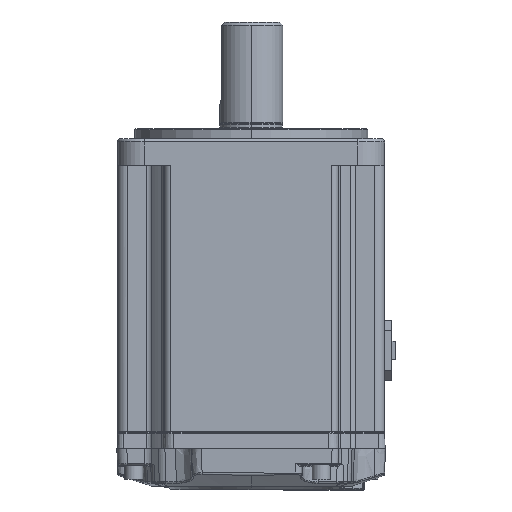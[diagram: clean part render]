
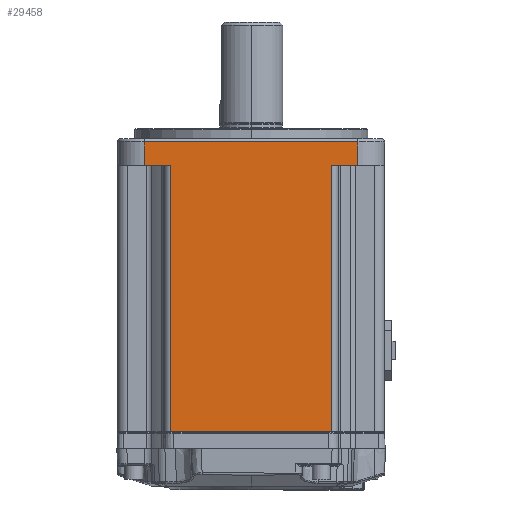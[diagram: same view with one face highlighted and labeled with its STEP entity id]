
A CAD part, top view. The second image highlights one B-rep face of the part: STEP entity #29458.
In plain terms, the highlighted planar face has unit normal (0, 0, 1).
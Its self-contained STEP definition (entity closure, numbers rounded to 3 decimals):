
#29387=CARTESIAN_POINT('',(-40.,0.,40.));
#29388=DIRECTION('',(0.,0.,1.));
#29389=DIRECTION('',(1.,0.,0.));
#29390=AXIS2_PLACEMENT_3D('',#29387,#29388,#29389);
#29391=PLANE('',#29390);
#29392=CARTESIAN_POINT('',(-32.,-1.,40.));
#29393=VERTEX_POINT('',#29392);
#29394=CARTESIAN_POINT('',(-32.,-8.,40.));
#29395=VERTEX_POINT('',#29394);
#29396=CARTESIAN_POINT('',(-32.,-1.,40.));
#29397=DIRECTION('',(0.,-1.,0.));
#29398=VECTOR('',#29397,7.);
#29399=LINE('',#29396,#29398);
#29400=EDGE_CURVE('',#29393,#29395,#29399,.T.);
#29401=ORIENTED_EDGE('',*,*,#29400,.T.);
#29402=CARTESIAN_POINT('',(-24.035,-8.,40.));
#29403=VERTEX_POINT('',#29402);
#29404=CARTESIAN_POINT('',(-32.,-8.,40.));
#29405=DIRECTION('',(1.,-0.,0.));
#29406=VECTOR('',#29405,7.965);
#29407=LINE('',#29404,#29406);
#29408=EDGE_CURVE('',#29395,#29403,#29407,.T.);
#29409=ORIENTED_EDGE('',*,*,#29408,.T.);
#29410=CARTESIAN_POINT('',(-24.035,-87.8,40.));
#29411=VERTEX_POINT('',#29410);
#29412=CARTESIAN_POINT('',(-24.035,-87.8,40.));
#29413=DIRECTION('',(0.,1.,0.));
#29414=VECTOR('',#29413,79.8);
#29415=LINE('',#29412,#29414);
#29416=EDGE_CURVE('',#29411,#29403,#29415,.T.);
#29417=ORIENTED_EDGE('',*,*,#29416,.F.);
#29418=CARTESIAN_POINT('',(24.035,-87.8,40.));
#29419=VERTEX_POINT('',#29418);
#29420=CARTESIAN_POINT('',(-24.035,-87.8,40.));
#29421=DIRECTION('',(1.,0.,-0.));
#29422=VECTOR('',#29421,48.069);
#29423=LINE('',#29420,#29422);
#29424=EDGE_CURVE('',#29411,#29419,#29423,.T.);
#29425=ORIENTED_EDGE('',*,*,#29424,.T.);
#29426=CARTESIAN_POINT('',(24.035,-8.,40.));
#29427=VERTEX_POINT('',#29426);
#29428=CARTESIAN_POINT('',(24.035,-87.8,40.));
#29429=DIRECTION('',(0.,1.,0.));
#29430=VECTOR('',#29429,79.8);
#29431=LINE('',#29428,#29430);
#29432=EDGE_CURVE('',#29419,#29427,#29431,.T.);
#29433=ORIENTED_EDGE('',*,*,#29432,.T.);
#29434=CARTESIAN_POINT('',(32.,-8.,40.));
#29435=VERTEX_POINT('',#29434);
#29436=CARTESIAN_POINT('',(24.035,-8.,40.));
#29437=DIRECTION('',(1.,0.,0.));
#29438=VECTOR('',#29437,7.965);
#29439=LINE('',#29436,#29438);
#29440=EDGE_CURVE('',#29427,#29435,#29439,.T.);
#29441=ORIENTED_EDGE('',*,*,#29440,.T.);
#29442=CARTESIAN_POINT('',(32.,-1.,40.));
#29443=VERTEX_POINT('',#29442);
#29444=CARTESIAN_POINT('',(32.,-1.,40.));
#29445=DIRECTION('',(0.,-1.,0.));
#29446=VECTOR('',#29445,7.);
#29447=LINE('',#29444,#29446);
#29448=EDGE_CURVE('',#29443,#29435,#29447,.T.);
#29449=ORIENTED_EDGE('',*,*,#29448,.F.);
#29450=CARTESIAN_POINT('',(-32.,-1.,40.));
#29451=DIRECTION('',(1.,0.,-0.));
#29452=VECTOR('',#29451,64.);
#29453=LINE('',#29450,#29452);
#29454=EDGE_CURVE('',#29393,#29443,#29453,.T.);
#29455=ORIENTED_EDGE('',*,*,#29454,.F.);
#29456=EDGE_LOOP('',(#29401,#29409,#29417,#29425,#29433,#29441,#29449,#29455));
#29457=FACE_BOUND('',#29456,.T.);
#29458=ADVANCED_FACE('',(#29457),#29391,.T.);
